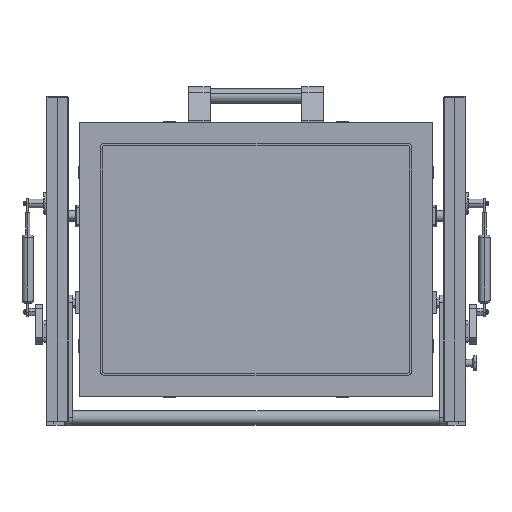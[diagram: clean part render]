
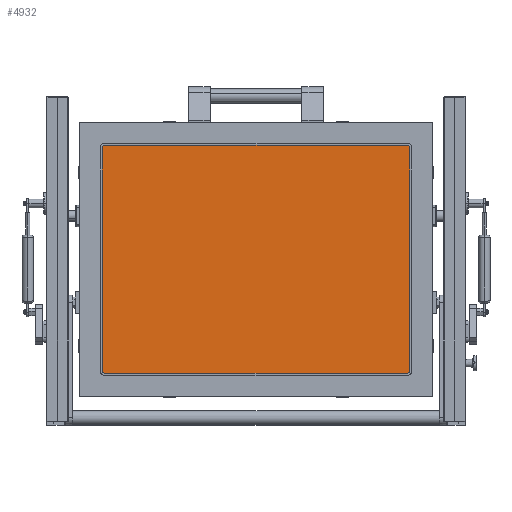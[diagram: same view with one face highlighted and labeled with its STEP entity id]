
A CAD part, front view. The second image highlights one B-rep face of the part: STEP entity #4932.
In plain terms, the highlighted planar face has unit normal (0, -1, 0).
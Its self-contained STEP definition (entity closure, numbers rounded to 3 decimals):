
#1595 = CARTESIAN_POINT ( 'NONE',  ( -494.8, -17.5, -152.113 ) ) ;
#1683 = PLANE ( 'NONE',  #36793 ) ;
#3550 = CARTESIAN_POINT ( 'NONE',  ( -75.8, -17.5, -155.613 ) ) ;
#4389 = VERTEX_POINT ( 'NONE', #8091 ) ;
#4932 = ADVANCED_FACE ( 'Defeature ausgef�hrt1_1018', ( #39782 ), #1683, .T. ) ;
#5454 = DIRECTION ( 'NONE',  ( 0., -1., 0. ) ) ;
#5706 = DIRECTION ( 'NONE',  ( 0., 0., 1. ) ) ;
#5955 = CIRCLE ( 'NONE', #29821, 3.5 ) ;
#6011 = EDGE_LOOP ( 'NONE', ( #32627, #13982, #47854, #33491, #28098, #8599, #30518, #41103 ) ) ;
#7724 = LINE ( 'NONE', #37695, #18397 ) ;
#7880 = VERTEX_POINT ( 'NONE', #44067 ) ;
#8091 = CARTESIAN_POINT ( 'NONE',  ( -75.8, -17.5, -155.613 ) ) ;
#8384 = EDGE_CURVE ( 'Defeature ausgef�hrt1_1018+Defeature ausgef�hrt1_1022+Defeature ausgef�hrt1_1021+Defeature ausgef�hrt1_1023', #10200, #42057, #7724, .T. ) ;
#8599 = ORIENTED_EDGE ( 'NONE', *, *, #39595, .T. ) ;
#10200 = VERTEX_POINT ( 'NONE', #29028 ) ;
#11850 = DIRECTION ( 'NONE',  ( 0., 0., 1. ) ) ;
#12502 = CARTESIAN_POINT ( 'NONE',  ( -494.8, -17.5, -155.613 ) ) ;
#12504 = CARTESIAN_POINT ( 'NONE',  ( -494.8, -17.5, 156.887 ) ) ;
#13074 = EDGE_CURVE ( 'Defeature ausgef�hrt1_1018+Defeature ausgef�hrt1_1019+Defeature ausgef�hrt1_1026+Defeature ausgef�hrt1_1020', #4389, #31972, #20098, .T. ) ;
#13982 = ORIENTED_EDGE ( 'NONE', *, *, #13074, .T. ) ;
#14918 = VECTOR ( 'NONE', #33549, 1000. ) ;
#16122 = LINE ( 'NONE', #3550, #14918 ) ;
#16238 = EDGE_CURVE ( 'Defeature ausgef�hrt1_1018+Defeature ausgef�hrt1_1026+Defeature ausgef�hrt1_1025+Defeature ausgef�hrt1_1019', #22117, #4389, #16122, .T. ) ;
#17102 = AXIS2_PLACEMENT_3D ( 'NONE', #12504, #38990, #11850 ) ;
#18397 = VECTOR ( 'NONE', #41525, 1000. ) ;
#19276 = EDGE_CURVE ( 'Defeature ausgef�hrt1_1018+Defeature ausgef�hrt1_1025+Defeature ausgef�hrt1_1024+Defeature ausgef�hrt1_1026', #20953, #22117, #5955, .T. ) ;
#20098 = CIRCLE ( 'NONE', #44578, 3.5 ) ;
#20510 = LINE ( 'NONE', #29161, #27622 ) ;
#20953 = VERTEX_POINT ( 'NONE', #46926 ) ;
#21261 = VERTEX_POINT ( 'NONE', #31757 ) ;
#22117 = VERTEX_POINT ( 'NONE', #12502 ) ;
#22548 = DIRECTION ( 'NONE',  ( 0., 0., 1. ) ) ;
#23275 = DIRECTION ( 'NONE',  ( 0., 0., -1. ) ) ;
#23360 = AXIS2_PLACEMENT_3D ( 'NONE', #43294, #39273, #28126 ) ;
#24235 = DIRECTION ( 'NONE',  ( 0., -1., 0. ) ) ;
#25505 = CIRCLE ( 'NONE', #17102, 3.5 ) ;
#26148 = CARTESIAN_POINT ( 'NONE',  ( -72.3, -17.5, -152.113 ) ) ;
#27034 = VECTOR ( 'NONE', #23275, 1000. ) ;
#27622 = VECTOR ( 'NONE', #33001, 1000. ) ;
#28098 = ORIENTED_EDGE ( 'NONE', *, *, #8384, .T. ) ;
#28126 = DIRECTION ( 'NONE',  ( 0., 0., -1. ) ) ;
#29028 = CARTESIAN_POINT ( 'NONE',  ( -75.8, -17.5, 160.387 ) ) ;
#29161 = CARTESIAN_POINT ( 'NONE',  ( -72.3, -17.5, -152.113 ) ) ;
#29417 = EDGE_CURVE ( 'Defeature ausgef�hrt1_1018+Defeature ausgef�hrt1_1024+Defeature ausgef�hrt1_1023+Defeature ausgef�hrt1_1025', #7880, #20953, #38363, .T. ) ;
#29821 = AXIS2_PLACEMENT_3D ( 'NONE', #1595, #5454, #35450 ) ;
#30518 = ORIENTED_EDGE ( 'NONE', *, *, #29417, .T. ) ;
#30532 = DIRECTION ( 'NONE',  ( 0., -1., 0. ) ) ;
#31547 = CARTESIAN_POINT ( 'NONE',  ( -498.3, -17.5, -152.113 ) ) ;
#31757 = CARTESIAN_POINT ( 'NONE',  ( -72.3, -17.5, 156.887 ) ) ;
#31972 = VERTEX_POINT ( 'NONE', #26148 ) ;
#32627 = ORIENTED_EDGE ( 'NONE', *, *, #16238, .T. ) ;
#33001 = DIRECTION ( 'NONE',  ( 0., 0., 1. ) ) ;
#33491 = ORIENTED_EDGE ( 'NONE', *, *, #48084, .T. ) ;
#33549 = DIRECTION ( 'NONE',  ( 1., 0., 0. ) ) ;
#34800 = CIRCLE ( 'NONE', #23360, 3.5 ) ;
#35450 = DIRECTION ( 'NONE',  ( 0., 0., 1. ) ) ;
#36793 = AXIS2_PLACEMENT_3D ( 'NONE', #43517, #24235, #5706 ) ;
#37695 = CARTESIAN_POINT ( 'NONE',  ( -75.8, -17.5, 160.387 ) ) ;
#37854 = EDGE_CURVE ( 'Defeature ausgef�hrt1_1018+Defeature ausgef�hrt1_1020+Defeature ausgef�hrt1_1019+Defeature ausgef�hrt1_1021', #31972, #21261, #20510, .T. ) ;
#38175 = CARTESIAN_POINT ( 'NONE',  ( -75.8, -17.5, -152.113 ) ) ;
#38363 = LINE ( 'NONE', #31547, #27034 ) ;
#38990 = DIRECTION ( 'NONE',  ( 0., -1., 0. ) ) ;
#39273 = DIRECTION ( 'NONE',  ( 0., -1., 0. ) ) ;
#39595 = EDGE_CURVE ( 'Defeature ausgef�hrt1_1018+Defeature ausgef�hrt1_1023+Defeature ausgef�hrt1_1022+Defeature ausgef�hrt1_1024', #42057, #7880, #25505, .T. ) ;
#39782 = FACE_OUTER_BOUND ( 'NONE', #6011, .T. ) ;
#41103 = ORIENTED_EDGE ( 'NONE', *, *, #19276, .T. ) ;
#41525 = DIRECTION ( 'NONE',  ( -1., 0., 0. ) ) ;
#41970 = CARTESIAN_POINT ( 'NONE',  ( -494.8, -17.5, 160.387 ) ) ;
#42057 = VERTEX_POINT ( 'NONE', #41970 ) ;
#43294 = CARTESIAN_POINT ( 'NONE',  ( -75.8, -17.5, 156.887 ) ) ;
#43517 = CARTESIAN_POINT ( 'NONE',  ( -40.3, -17.5, 192.387 ) ) ;
#44067 = CARTESIAN_POINT ( 'NONE',  ( -498.3, -17.5, 156.887 ) ) ;
#44578 = AXIS2_PLACEMENT_3D ( 'NONE', #38175, #30532, #22548 ) ;
#46926 = CARTESIAN_POINT ( 'NONE',  ( -498.3, -17.5, -152.113 ) ) ;
#47854 = ORIENTED_EDGE ( 'NONE', *, *, #37854, .T. ) ;
#48084 = EDGE_CURVE ( 'Defeature ausgef�hrt1_1018+Defeature ausgef�hrt1_1021+Defeature ausgef�hrt1_1020+Defeature ausgef�hrt1_1022', #21261, #10200, #34800, .T. ) ;
